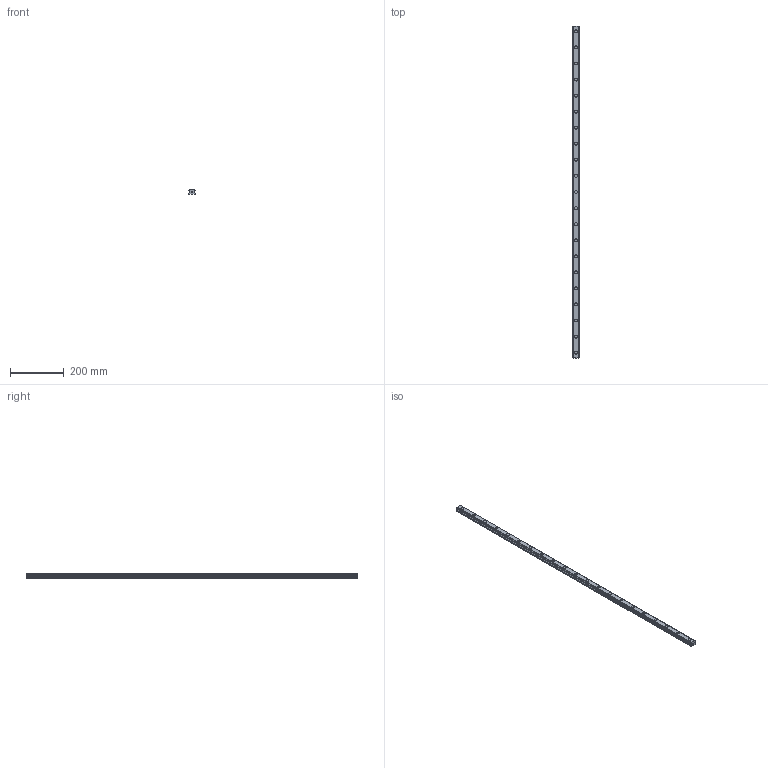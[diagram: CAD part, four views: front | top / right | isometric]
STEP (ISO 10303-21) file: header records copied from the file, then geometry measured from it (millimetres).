
FILE_DESCRIPTION(('STEP AP214'),'1');
FILE_NAME('cctmp_01C46F10-CB9B-4747-A4BB-C6F6F6891EF7_2021_02_09_15_44_27_0887..stp','2021-02-09T14:44:28',('HIWIN GmbH'),('CADClick - www.CADClick.com'),'Spatial InterOp 3D',' ','unknown authorization');
FILE_SCHEMA(('AUTOMOTIVE_DESIGN'));
Length unit declared in the file: millimetre
Products named in the file (1): EGR25R1240C_FILE
Bounding box: 23 x 1240 x 18 mm (x, y, z)
Volume: 426118.4 mm3; surface area: 115840.8 mm2
Topology: 1 solids, 1 shells, 357 faces, 927 edges, 618 vertices
Faces by surface type: plane 211, cylinder 146
Entity records: 14021 total; most frequent: DIRECTION 2103, CARTESIAN_POINT 1903, ORIENTED_EDGE 1854, EDGE_CURVE 927, AXIS2_PLACEMENT_3D 818, VERTEX_POINT 618, LINE 467, VECTOR 467
